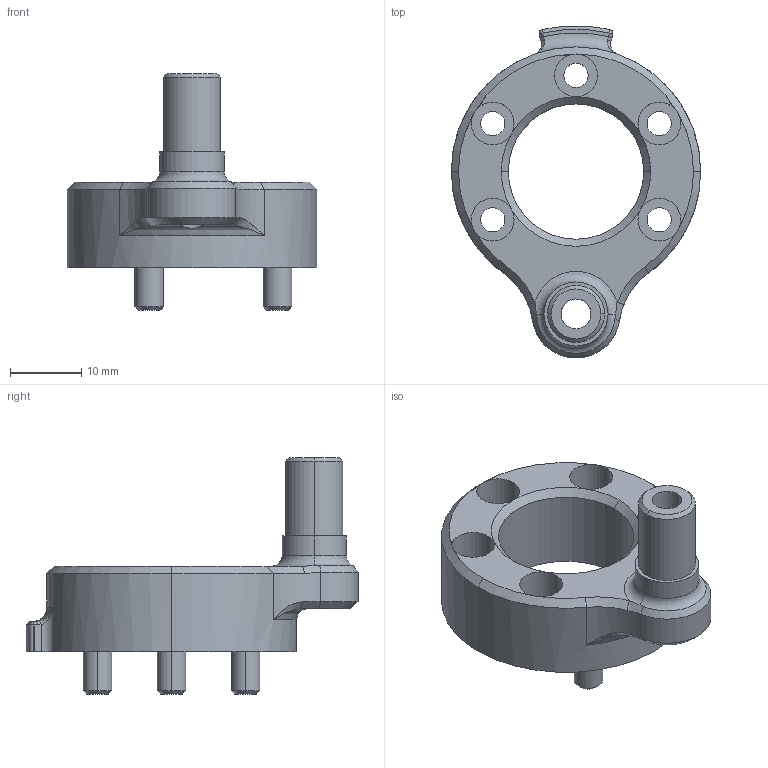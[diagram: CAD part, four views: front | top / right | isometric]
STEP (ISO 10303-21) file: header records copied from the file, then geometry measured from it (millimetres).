
FILE_DESCRIPTION (( 'STEP AP214' ), '1' );
FILE_NAME ('怀堤楊擘蟀裝.STEP', '2025-05-17T16:05:36', ( 'wsy' ), ( '' ), 'SwSTEP 2.0', 'SolidWorks 2020', '' );
FILE_SCHEMA (( 'AUTOMOTIVE_DESIGN' ));
Length unit declared in the file: millimetre
Products named in the file (1): 怀堤楊擘蟀裝
Bounding box: 35 x 46.59 x 33.25 mm (x, y, z)
Volume: 8454.3 mm3; surface area: 5252.9 mm2
Topology: 1 solids, 1 shells, 103 faces, 254 edges, 148 vertices
Faces by surface type: cylinder 46, cone 23, plane 22, bspline 8, torus 4
Entity records: 4019 total; most frequent: CARTESIAN_POINT 1517, DIRECTION 549, ORIENTED_EDGE 494, EDGE_CURVE 247, AXIS2_PLACEMENT_3D 236, VERTEX_POINT 148, CIRCLE 140, EDGE_LOOP 119
